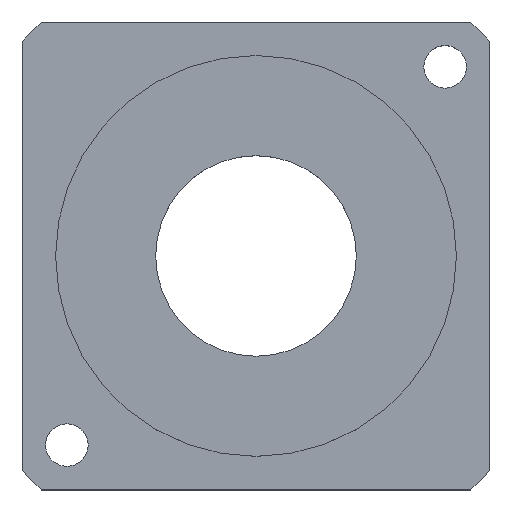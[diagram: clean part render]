
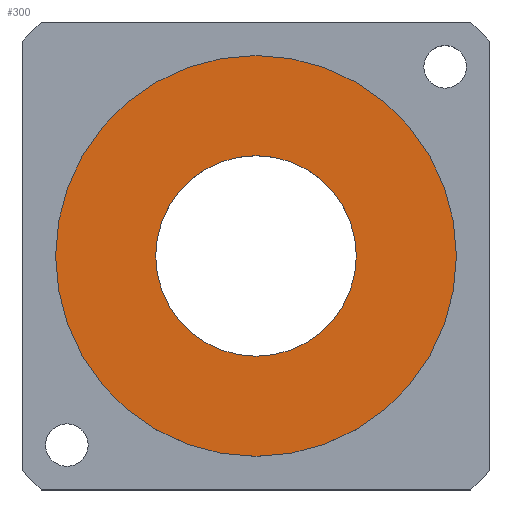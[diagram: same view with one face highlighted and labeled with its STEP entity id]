
A CAD part, top view. The second image highlights one B-rep face of the part: STEP entity #300.
In plain terms, the highlighted planar face has unit normal (0, 0, 1).
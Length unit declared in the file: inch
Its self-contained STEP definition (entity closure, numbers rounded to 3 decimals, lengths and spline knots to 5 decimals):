
#20 = DIRECTION ( 'NONE',  ( 0., 0., 1. ) ) ;
#51 = AXIS2_PLACEMENT_3D ( 'NONE', #658, #448, #125 ) ;
#73 = PLANE ( 'NONE',  #51 ) ;
#90 = AXIS2_PLACEMENT_3D ( 'NONE', #558, #20, #635 ) ;
#100 = FACE_BOUND ( 'NONE', #494, .T. ) ;
#107 = DIRECTION ( 'NONE',  ( 1., 0., 0. ) ) ;
#110 = DIRECTION ( 'NONE',  ( 0., 0., 1. ) ) ;
#115 = VERTEX_POINT ( 'NONE', #594 ) ;
#119 = ORIENTED_EDGE ( 'NONE', *, *, #357, .F. ) ;
#122 = CIRCLE ( 'NONE', #90, 0.7495 ) ;
#125 = DIRECTION ( 'NONE',  ( 1., 0., 0. ) ) ;
#147 = CIRCLE ( 'NONE', #443, 0.7495 ) ;
#157 = EDGE_LOOP ( 'NONE', ( #482, #551 ) ) ;
#163 = AXIS2_PLACEMENT_3D ( 'NONE', #416, #311, #359 ) ;
#165 = CARTESIAN_POINT ( 'NONE',  ( 0., 0., 0.05 ) ) ;
#167 = CARTESIAN_POINT ( 'NONE',  ( 0., 0., 0.05 ) ) ;
#179 = VERTEX_POINT ( 'NONE', #644 ) ;
#180 = CARTESIAN_POINT ( 'NONE',  ( 0.7495, 0., 0.05 ) ) ;
#212 = EDGE_CURVE ( 'NONE', #179, #115, #286, .T. ) ;
#240 = AXIS2_PLACEMENT_3D ( 'NONE', #165, #484, #107 ) ;
#246 = EDGE_CURVE ( 'NONE', #335, #310, #122, .T. ) ;
#286 = CIRCLE ( 'NONE', #240, 0.375 ) ;
#300 = ADVANCED_FACE ( 'NONE', ( #100, #500 ), #73, .T. ) ;
#310 = VERTEX_POINT ( 'NONE', #450 ) ;
#311 = DIRECTION ( 'NONE',  ( 0., 0., 1. ) ) ;
#335 = VERTEX_POINT ( 'NONE', #180 ) ;
#357 = EDGE_CURVE ( 'NONE', #115, #179, #571, .T. ) ;
#359 = DIRECTION ( 'NONE',  ( 1., 0., 0. ) ) ;
#416 = CARTESIAN_POINT ( 'NONE',  ( 0., 0., 0.05 ) ) ;
#430 = DIRECTION ( 'NONE',  ( 1., 0., 0. ) ) ;
#443 = AXIS2_PLACEMENT_3D ( 'NONE', #167, #110, #430 ) ;
#448 = DIRECTION ( 'NONE',  ( 0., 0., 1. ) ) ;
#450 = CARTESIAN_POINT ( 'NONE',  ( -0.7495, 0., 0.05 ) ) ;
#467 = EDGE_CURVE ( 'NONE', #310, #335, #147, .T. ) ;
#482 = ORIENTED_EDGE ( 'NONE', *, *, #467, .T. ) ;
#484 = DIRECTION ( 'NONE',  ( 0., 0., 1. ) ) ;
#494 = EDGE_LOOP ( 'NONE', ( #119, #620 ) ) ;
#500 = FACE_OUTER_BOUND ( 'NONE', #157, .T. ) ;
#551 = ORIENTED_EDGE ( 'NONE', *, *, #246, .T. ) ;
#558 = CARTESIAN_POINT ( 'NONE',  ( 0., 0., 0.05 ) ) ;
#571 = CIRCLE ( 'NONE', #163, 0.375 ) ;
#594 = CARTESIAN_POINT ( 'NONE',  ( 0.375, 0., 0.05 ) ) ;
#620 = ORIENTED_EDGE ( 'NONE', *, *, #212, .F. ) ;
#635 = DIRECTION ( 'NONE',  ( 1., 0., 0. ) ) ;
#644 = CARTESIAN_POINT ( 'NONE',  ( -0.375, 0., 0.05 ) ) ;
#658 = CARTESIAN_POINT ( 'NONE',  ( 0., 0., 0.05 ) ) ;
